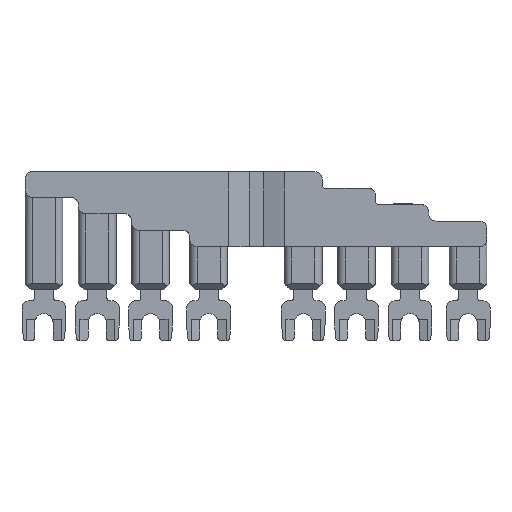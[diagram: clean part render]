
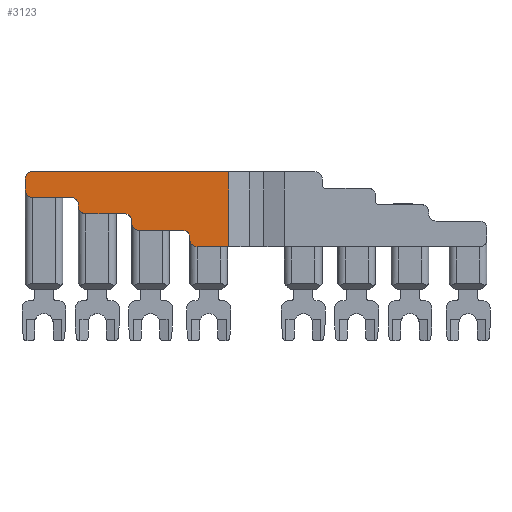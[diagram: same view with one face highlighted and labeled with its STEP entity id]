
A CAD part, left-side view. The second image highlights one B-rep face of the part: STEP entity #3123.
In plain terms, the highlighted planar face has unit normal (-1, 0, 0).
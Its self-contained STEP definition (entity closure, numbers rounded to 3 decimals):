
#579=LINE('',#16511,#1845);
#580=LINE('',#16516,#1846);
#581=LINE('',#16517,#1847);
#582=LINE('',#16518,#1848);
#583=LINE('',#16519,#1849);
#584=LINE('',#16520,#1850);
#585=LINE('',#16521,#1851);
#586=LINE('',#16522,#1852);
#587=LINE('',#16523,#1853);
#588=LINE('',#16525,#1854);
#1845=VECTOR('',#13081,1.);
#1846=VECTOR('',#13084,1.);
#1847=VECTOR('',#13085,1.);
#1848=VECTOR('',#13086,1.);
#1849=VECTOR('',#13087,1.);
#1850=VECTOR('',#13088,1.);
#1851=VECTOR('',#13089,1.);
#1852=VECTOR('',#13090,1.);
#1853=VECTOR('',#13091,1.);
#1854=VECTOR('',#13092,1.);
#3123=ADVANCED_FACE('',(#4009),#3599,.F.);
#3599=PLANE('',#11706);
#4009=FACE_OUTER_BOUND('',#4553,.T.);
#4553=EDGE_LOOP('',(#5386,#5387,#5388,#5389,#5390,#5391,#5392,#5393,#5394,
#5395,#5396,#5397,#5398,#5399,#5400,#5401,#5402,#5403));
#5386=ORIENTED_EDGE('',*,*,#9704,.T.);
#5387=ORIENTED_EDGE('',*,*,#9705,.T.);
#5388=ORIENTED_EDGE('',*,*,#9706,.T.);
#5389=ORIENTED_EDGE('',*,*,#9557,.T.);
#5390=ORIENTED_EDGE('',*,*,#9707,.F.);
#5391=ORIENTED_EDGE('',*,*,#9675,.T.);
#5392=ORIENTED_EDGE('',*,*,#9708,.F.);
#5393=ORIENTED_EDGE('',*,*,#9535,.T.);
#5394=ORIENTED_EDGE('',*,*,#9709,.F.);
#5395=ORIENTED_EDGE('',*,*,#9671,.T.);
#5396=ORIENTED_EDGE('',*,*,#9710,.F.);
#5397=ORIENTED_EDGE('',*,*,#9542,.T.);
#5398=ORIENTED_EDGE('',*,*,#9711,.F.);
#5399=ORIENTED_EDGE('',*,*,#9696,.T.);
#5400=ORIENTED_EDGE('',*,*,#9712,.F.);
#5401=ORIENTED_EDGE('',*,*,#9554,.T.);
#5402=ORIENTED_EDGE('',*,*,#9713,.T.);
#5403=ORIENTED_EDGE('',*,*,#9714,.T.);
#8330=VERTEX_POINT('',#16012);
#8331=VERTEX_POINT('',#16013);
#8335=VERTEX_POINT('',#16026);
#8336=VERTEX_POINT('',#16027);
#8345=VERTEX_POINT('',#16051);
#8346=VERTEX_POINT('',#16052);
#8347=VERTEX_POINT('',#16057);
#8348=VERTEX_POINT('',#16058);
#8432=VERTEX_POINT('',#16423);
#8433=VERTEX_POINT('',#16424);
#8435=VERTEX_POINT('',#16431);
#8436=VERTEX_POINT('',#16432);
#8443=VERTEX_POINT('',#16482);
#8444=VERTEX_POINT('',#16483);
#8448=VERTEX_POINT('',#16512);
#8449=VERTEX_POINT('',#16513);
#8450=VERTEX_POINT('',#16515);
#8451=VERTEX_POINT('',#16524);
#9535=EDGE_CURVE('',#8330,#8331,#11163,.T.);
#9542=EDGE_CURVE('',#8335,#8336,#11164,.T.);
#9554=EDGE_CURVE('',#8345,#8346,#11166,.T.);
#9557=EDGE_CURVE('',#8347,#8348,#11167,.T.);
#9671=EDGE_CURVE('',#8432,#8433,#11218,.T.);
#9675=EDGE_CURVE('',#8435,#8436,#11220,.T.);
#9696=EDGE_CURVE('',#8443,#8444,#11224,.T.);
#9704=EDGE_CURVE('',#8448,#8449,#579,.T.);
#9705=EDGE_CURVE('',#8449,#8450,#11227,.T.);
#9706=EDGE_CURVE('',#8450,#8347,#580,.T.);
#9707=EDGE_CURVE('',#8435,#8348,#581,.T.);
#9708=EDGE_CURVE('',#8330,#8436,#582,.T.);
#9709=EDGE_CURVE('',#8432,#8331,#583,.T.);
#9710=EDGE_CURVE('',#8335,#8433,#584,.T.);
#9711=EDGE_CURVE('',#8443,#8336,#585,.T.);
#9712=EDGE_CURVE('',#8345,#8444,#586,.T.);
#9713=EDGE_CURVE('',#8346,#8451,#587,.T.);
#9714=EDGE_CURVE('',#8451,#8448,#588,.T.);
#11163=CIRCLE('',#11561,2.);
#11164=CIRCLE('',#11567,2.);
#11166=CIRCLE('',#11577,2.);
#11167=CIRCLE('',#11579,2.);
#11218=CIRCLE('',#11684,2.);
#11220=CIRCLE('',#11687,2.);
#11224=CIRCLE('',#11700,2.);
#11227=CIRCLE('',#11705,2.);
#11561=AXIS2_PLACEMENT_3D('',#16011,#12723,#12724);
#11567=AXIS2_PLACEMENT_3D('',#16025,#12738,#12739);
#11577=AXIS2_PLACEMENT_3D('',#16050,#12763,#12764);
#11579=AXIS2_PLACEMENT_3D('',#16056,#12769,#12770);
#11684=AXIS2_PLACEMENT_3D('',#16422,#13019,#13020);
#11687=AXIS2_PLACEMENT_3D('',#16430,#13027,#13028);
#11700=AXIS2_PLACEMENT_3D('',#16481,#13067,#13068);
#11705=AXIS2_PLACEMENT_3D('',#16514,#13082,#13083);
#11706=AXIS2_PLACEMENT_3D('',#16526,#13093,#13094);
#12723=DIRECTION('',(-1.,0.,0.));
#12724=DIRECTION('',(0.,0.,-1.));
#12738=DIRECTION('',(-1.,0.,0.));
#12739=DIRECTION('',(0.,0.,-1.));
#12763=DIRECTION('',(-1.,0.,0.));
#12764=DIRECTION('',(0.,0.,-1.));
#12769=DIRECTION('',(-1.,0.,0.));
#12770=DIRECTION('',(0.,0.,-1.));
#13019=DIRECTION('',(1.,0.,0.));
#13020=DIRECTION('',(0.,0.,-1.));
#13027=DIRECTION('',(1.,0.,0.));
#13028=DIRECTION('',(0.,0.,-1.));
#13067=DIRECTION('',(1.,0.,0.));
#13068=DIRECTION('',(0.,0.,-1.));
#13081=DIRECTION('',(0.,1.,0.));
#13082=DIRECTION('',(-1.,0.,0.));
#13083=DIRECTION('',(0.,0.,-1.));
#13084=DIRECTION('',(0.,0.,-1.));
#13085=DIRECTION('',(0.,1.,0.));
#13086=DIRECTION('',(0.,0.,1.));
#13087=DIRECTION('',(0.,1.,0.));
#13088=DIRECTION('',(0.,0.,1.));
#13089=DIRECTION('',(0.,1.,0.));
#13090=DIRECTION('',(0.,0.,1.));
#13091=DIRECTION('',(0.,-1.,0.));
#13092=DIRECTION('',(0.,0.,1.));
#13093=DIRECTION('',(1.,0.,0.));
#13094=DIRECTION('',(0.,0.,-1.));
#16011=CARTESIAN_POINT('',(-16.95,48.3,16.2));
#16012=CARTESIAN_POINT('',(-16.95,50.3,16.2));
#16013=CARTESIAN_POINT('',(-16.95,48.3,14.2));
#16025=CARTESIAN_POINT('',(-16.95,33.7,11.7));
#16026=CARTESIAN_POINT('',(-16.95,35.7,11.7));
#16027=CARTESIAN_POINT('',(-16.95,33.7,9.7));
#16050=CARTESIAN_POINT('',(-16.95,17.8,7.2));
#16051=CARTESIAN_POINT('',(-16.95,19.8,7.2));
#16052=CARTESIAN_POINT('',(-16.95,17.8,5.2));
#16056=CARTESIAN_POINT('',(-16.95,62.9,20.7));
#16057=CARTESIAN_POINT('',(-16.95,64.9,20.7));
#16058=CARTESIAN_POINT('',(-16.95,62.9,18.7));
#16422=CARTESIAN_POINT('',(-16.95,37.7,12.2));
#16423=CARTESIAN_POINT('',(-16.95,37.7,14.2));
#16424=CARTESIAN_POINT('',(-16.95,35.7,12.2));
#16430=CARTESIAN_POINT('',(-16.95,52.3,16.7));
#16431=CARTESIAN_POINT('',(-16.95,52.3,18.7));
#16432=CARTESIAN_POINT('',(-16.95,50.3,16.7));
#16481=CARTESIAN_POINT('',(-16.95,21.8,7.7));
#16482=CARTESIAN_POINT('',(-16.95,21.8,9.7));
#16483=CARTESIAN_POINT('',(-16.95,19.8,7.7));
#16511=CARTESIAN_POINT('',(-16.95,63.15,25.7));
#16512=CARTESIAN_POINT('',(-16.95,9.164,25.7));
#16513=CARTESIAN_POINT('',(-16.95,62.9,25.7));
#16514=CARTESIAN_POINT('',(-16.95,62.9,23.7));
#16515=CARTESIAN_POINT('',(-16.95,64.9,23.7));
#16516=CARTESIAN_POINT('',(-16.95,64.9,6.));
#16517=CARTESIAN_POINT('',(-16.95,50.15,18.7));
#16518=CARTESIAN_POINT('',(-16.95,50.3,6.));
#16519=CARTESIAN_POINT('',(-16.95,35.55,14.2));
#16520=CARTESIAN_POINT('',(-16.95,35.7,6.));
#16521=CARTESIAN_POINT('',(-16.95,19.65,9.7));
#16522=CARTESIAN_POINT('',(-16.95,19.8,5.2));
#16523=CARTESIAN_POINT('',(-16.95,77.65,5.2));
#16524=CARTESIAN_POINT('',(-16.95,9.164,5.2));
#16525=CARTESIAN_POINT('',(-16.95,9.164,6.));
#16526=CARTESIAN_POINT('',(-16.95,0.,6.));
